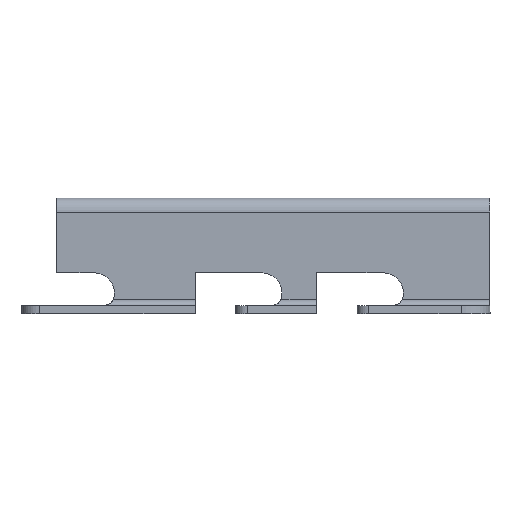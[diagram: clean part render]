
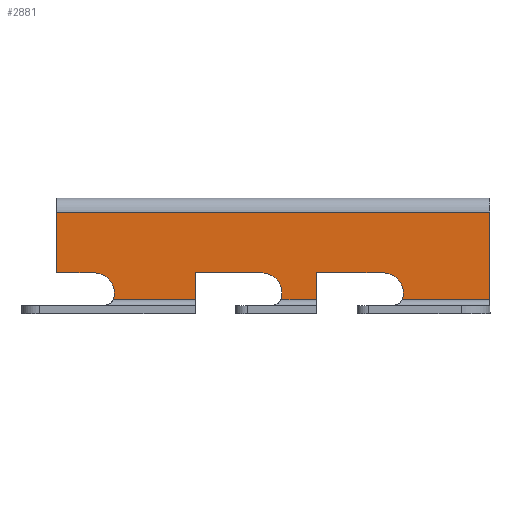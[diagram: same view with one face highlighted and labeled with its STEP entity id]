
A CAD part, left-side view. The second image highlights one B-rep face of the part: STEP entity #2881.
In plain terms, the highlighted planar face has unit normal (-1, 0, 0).
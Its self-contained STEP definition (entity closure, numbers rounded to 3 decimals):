
#272=FACE_OUTER_BOUND('',#451,.T.);
#451=EDGE_LOOP('',(#2607,#2608,#2609,#2610,#2611,#2612,#2613,#2614,#2615,
#2616,#2617,#2618,#2619,#2620));
#458=LINE('',#4008,#745);
#709=LINE('',#5276,#996);
#710=LINE('',#5279,#997);
#716=LINE('',#5291,#1003);
#717=LINE('',#5294,#1004);
#720=LINE('',#5301,#1007);
#725=LINE('',#5309,#1012);
#734=LINE('',#5531,#1021);
#735=LINE('',#5534,#1022);
#737=LINE('',#5729,#1024);
#739=LINE('',#5923,#1026);
#745=VECTOR('',#3189,10.);
#996=VECTOR('',#3892,10.);
#997=VECTOR('',#3895,10.);
#1003=VECTOR('',#3903,10.);
#1004=VECTOR('',#3906,10.);
#1007=VECTOR('',#3911,10.);
#1012=VECTOR('',#3918,10.);
#1021=VECTOR('',#3955,10.);
#1022=VECTOR('',#3960,10.);
#1024=VECTOR('',#3972,10.);
#1026=VECTOR('',#3982,10.);
#1130=CIRCLE('',#3143,3.5);
#1132=CIRCLE('',#3146,3.5);
#1134=CIRCLE('',#3149,3.5);
#1142=VERTEX_POINT('',#3990);
#1147=VERTEX_POINT('',#4000);
#1373=VERTEX_POINT('',#5269);
#1376=VERTEX_POINT('',#5274);
#1377=VERTEX_POINT('',#5278);
#1379=VERTEX_POINT('',#5284);
#1382=VERTEX_POINT('',#5289);
#1383=VERTEX_POINT('',#5293);
#1385=VERTEX_POINT('',#5299);
#1386=VERTEX_POINT('',#5300);
#1391=VERTEX_POINT('',#5314);
#1394=VERTEX_POINT('',#5322);
#1397=VERTEX_POINT('',#5330);
#1399=VERTEX_POINT('',#5525);
#1408=EDGE_CURVE('',#1142,#1147,#458,.T.);
#1763=EDGE_CURVE('',#1376,#1373,#709,.T.);
#1764=EDGE_CURVE('',#1377,#1376,#710,.T.);
#1770=EDGE_CURVE('',#1382,#1379,#716,.T.);
#1771=EDGE_CURVE('',#1383,#1382,#717,.T.);
#1774=EDGE_CURVE('',#1385,#1386,#720,.T.);
#1779=EDGE_CURVE('',#1386,#1147,#725,.T.);
#1782=EDGE_CURVE('',#1391,#1383,#1130,.T.);
#1786=EDGE_CURVE('',#1394,#1377,#1132,.T.);
#1790=EDGE_CURVE('',#1397,#1385,#1134,.T.);
#1798=EDGE_CURVE('',#1391,#1399,#734,.T.);
#1800=EDGE_CURVE('',#1394,#1379,#735,.T.);
#1806=EDGE_CURVE('',#1397,#1373,#737,.T.);
#1811=EDGE_CURVE('',#1142,#1399,#739,.T.);
#2607=ORIENTED_EDGE('',*,*,#1408,.T.);
#2608=ORIENTED_EDGE('',*,*,#1779,.F.);
#2609=ORIENTED_EDGE('',*,*,#1774,.F.);
#2610=ORIENTED_EDGE('',*,*,#1790,.F.);
#2611=ORIENTED_EDGE('',*,*,#1806,.T.);
#2612=ORIENTED_EDGE('',*,*,#1763,.F.);
#2613=ORIENTED_EDGE('',*,*,#1764,.F.);
#2614=ORIENTED_EDGE('',*,*,#1786,.F.);
#2615=ORIENTED_EDGE('',*,*,#1800,.T.);
#2616=ORIENTED_EDGE('',*,*,#1770,.F.);
#2617=ORIENTED_EDGE('',*,*,#1771,.F.);
#2618=ORIENTED_EDGE('',*,*,#1782,.F.);
#2619=ORIENTED_EDGE('',*,*,#1798,.T.);
#2620=ORIENTED_EDGE('',*,*,#1811,.F.);
#2724=PLANE('',#3166);
#2881=ADVANCED_FACE('',(#272),#2724,.T.);
#3143=AXIS2_PLACEMENT_3D('',#5316,#3923,#3924);
#3146=AXIS2_PLACEMENT_3D('',#5324,#3931,#3932);
#3149=AXIS2_PLACEMENT_3D('',#5332,#3939,#3940);
#3166=AXIS2_PLACEMENT_3D('',#5922,#3980,#3981);
#3189=DIRECTION('',(0.,1.,0.));
#3892=DIRECTION('',(0.,0.,-1.));
#3895=DIRECTION('',(0.,1.,0.));
#3903=DIRECTION('',(0.,0.,-1.));
#3906=DIRECTION('',(0.,1.,0.));
#3911=DIRECTION('',(0.,1.,0.));
#3918=DIRECTION('',(0.,0.,1.));
#3923=DIRECTION('center_axis',(-1.,0.,0.));
#3924=DIRECTION('ref_axis',(0.,0.,
-1.));
#3931=DIRECTION('center_axis',(-1.,0.,0.));
#3932=DIRECTION('ref_axis',(0.,0.,-1.));
#3939=DIRECTION('center_axis',(-1.,0.,0.));
#3940=DIRECTION('ref_axis',(0.,0.,-1.));
#3955=DIRECTION('',(0.,-1.,0.));
#3960=DIRECTION('',(0.,-1.,0.));
#3972=DIRECTION('',(0.,-1.,0.));
#3980=DIRECTION('center_axis',(-1.,0.,0.));
#3981=DIRECTION('ref_axis',(0.,0.,1.));
#3982=DIRECTION('',(0.,0.,-1.));
#3990=CARTESIAN_POINT('',(-36.653,-37.5,-1.));
#4000=CARTESIAN_POINT('',(-36.653,37.5,-1.));
#4008=CARTESIAN_POINT('',(-36.653,-17.65,-1.));
#5269=CARTESIAN_POINT('',(-36.653,13.5,-16.2));
#5274=CARTESIAN_POINT('',(-36.653,13.5,-11.513));
#5276=CARTESIAN_POINT('',(-36.653,13.5,-11.513));
#5278=CARTESIAN_POINT('',(-36.653,2.,-11.513));
#5279=CARTESIAN_POINT('',(-36.653,2.,-11.513));
#5284=CARTESIAN_POINT('',(-36.653,-7.5,-16.2));
#5289=CARTESIAN_POINT('',(-36.653,-7.5,-11.513));
#5291=CARTESIAN_POINT('',(-36.653,-7.5,-11.513));
#5293=CARTESIAN_POINT('',(-36.653,-19.,-11.513));
#5294=CARTESIAN_POINT('',(-36.653,-19.,-11.513));
#5299=CARTESIAN_POINT('',(-36.653,31.,-11.513));
#5300=CARTESIAN_POINT('',(-36.653,37.5,-11.513));
#5301=CARTESIAN_POINT('',(-36.653,31.,-11.513));
#5309=CARTESIAN_POINT('',(-36.653,37.5,-11.513));
#5314=CARTESIAN_POINT('',(-36.653,-22.292,-16.2));
#5316=CARTESIAN_POINT('Origin',(-36.653,-19.,-15.013));
#5322=CARTESIAN_POINT('',(-36.653,-1.292,-16.2));
#5324=CARTESIAN_POINT('Origin',(-36.653,2.,-15.013));
#5330=CARTESIAN_POINT('',(-36.653,27.708,-16.2));
#5332=CARTESIAN_POINT('Origin',(-36.653,31.,-15.013));
#5525=CARTESIAN_POINT('',(-36.653,-37.5,-16.2));
#5531=CARTESIAN_POINT('',(-36.653,-17.65,-16.2));
#5534=CARTESIAN_POINT('',(-36.653,-2.65,-16.2));
#5729=CARTESIAN_POINT('',(-36.653,7.85,-16.2));
#5922=CARTESIAN_POINT('Origin',(-36.653,2.2,35.553));
#5923=CARTESIAN_POINT('',(-36.653,-37.5,95.55));
